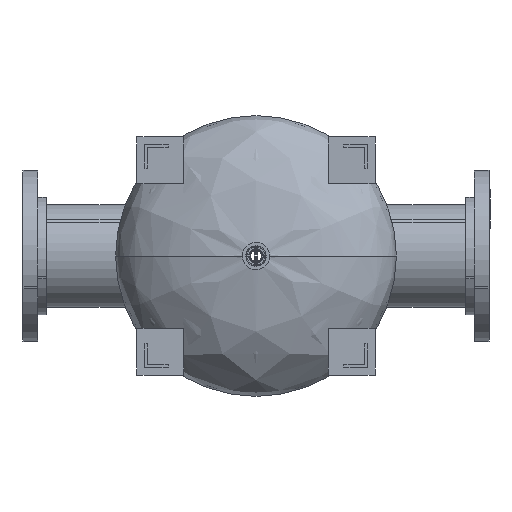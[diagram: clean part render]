
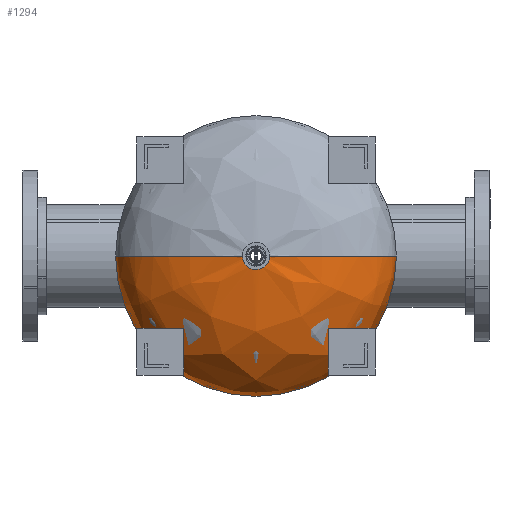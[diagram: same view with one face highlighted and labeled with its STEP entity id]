
A CAD part, front view. The second image highlights one B-rep face of the part: STEP entity #1294.
In plain terms, the highlighted free-form (B-spline) face has degree [3, 3] with [4, 4] control points.
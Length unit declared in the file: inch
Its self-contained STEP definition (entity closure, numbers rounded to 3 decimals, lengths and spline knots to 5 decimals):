
#405 = CARTESIAN_POINT ( 'NONE',  ( -9., 3.20343, 0. ) ) ;
#474 = AXIS2_PLACEMENT_3D ( 'NONE', #1694, #9688, #12521 ) ;
#667 = CARTESIAN_POINT ( 'NONE',  ( -5.66257, 5.04553, 0. ) ) ;
#748 = ORIENTED_EDGE ( 'NONE', *, *, #1230, .T. ) ;
#847 = CARTESIAN_POINT ( 'NONE',  ( 5.66257, 5.04553, 0. ) ) ;
#965 = VERTEX_POINT ( 'NONE', #3523 ) ;
#1230 = EDGE_CURVE ( 'NONE', #1703, #4514, #1303, .T. ) ;
#1294 = ADVANCED_FACE ( 'NONE', ( #5291 ), #5968, .T. ) ;
#1303 = CIRCLE ( 'NONE', #474, 0.75 ) ;
#1391 = CARTESIAN_POINT ( 'NONE',  ( 9., 3.20343, 0. ) ) ;
#1524 = VERTEX_POINT ( 'NONE', #1701 ) ;
#1636 = AXIS2_PLACEMENT_3D ( 'NONE', #10059, #9871, #7983 ) ;
#1694 = CARTESIAN_POINT ( 'NONE',  ( 0., 5.25411, 0. ) ) ;
#1701 = CARTESIAN_POINT ( 'NONE',  ( 0.75, 5.25411, 0. ) ) ;
#1703 = VERTEX_POINT ( 'NONE', #11754 ) ;
#2433 = CARTESIAN_POINT ( 'NONE',  ( 0.75, 5.25411, -1.5 ) ) ;
#2882 = CIRCLE ( 'NONE', #4963, 0.75 ) ;
#3101 = DIRECTION ( 'NONE',  ( 0., -1., 0. ) ) ;
#3121 = CARTESIAN_POINT ( 'NONE',  ( -9., 0.7005, 0. ) ) ;
#3285 = CARTESIAN_POINT ( 'NONE',  ( 9., 0.7005, -18. ) ) ;
#3417 = CARTESIAN_POINT ( 'NONE',  ( 9., 3.20343, -18. ) ) ;
#3523 = CARTESIAN_POINT ( 'NONE',  ( 9., 0.7005, 0. ) ) ;
#4258 = CARTESIAN_POINT ( 'NONE',  ( -9., 0.7005, 0. ) ) ;
#4514 = VERTEX_POINT ( 'NONE', #8537 ) ;
#4868 = EDGE_CURVE ( 'NONE', #5152, #1703, #7375, .T. ) ;
#4923 = CARTESIAN_POINT ( 'NONE',  ( 0., 5.25411, 0. ) ) ;
#4963 = AXIS2_PLACEMENT_3D ( 'NONE', #4923, #3101, #9917 ) ;
#5056 = ORIENTED_EDGE ( 'NONE', *, *, #4868, .T. ) ;
#5152 = VERTEX_POINT ( 'NONE', #3121 ) ;
#5291 = FACE_OUTER_BOUND ( 'NONE', #9428, .T. ) ;
#5466 = CARTESIAN_POINT ( 'NONE',  ( -0.75, 5.25411, 0. ) ) ;
#5789 = CARTESIAN_POINT ( 'NONE',  ( 9., 3.20343, 0. ) ) ;
#5968 =( BOUNDED_SURFACE ( )  B_SPLINE_SURFACE ( 3, 3, ( 
 ( #4258, #12281, #3285, #10289 ),
 ( #9129, #7241, #3417, #1391 ),
 ( #10223, #9252, #8269, #7370 ),
 ( #6138, #11323, #2433, #10097 ) ),
 .UNSPECIFIED., .F., .F., .F. ) 
 B_SPLINE_SURFACE_WITH_KNOTS ( ( 4, 4 ),
 ( 4, 4 ),
 ( 0., 1. ),
 ( 0., 1. ),
 .UNSPECIFIED. ) 
 GEOMETRIC_REPRESENTATION_ITEM ( )  RATIONAL_B_SPLINE_SURFACE ( (
 ( 1., 0.333, 0.333, 1.),
 ( 0.824, 0.275, 0.275, 0.824),
 ( 0.824, 0.275, 0.275, 0.824),
 ( 1., 0.333, 0.333, 1.) ) ) 
 REPRESENTATION_ITEM ( '' )  SURFACE ( )  );
#6138 = CARTESIAN_POINT ( 'NONE',  ( -0.75, 5.25411, 0. ) ) ;
#7016 = ORIENTED_EDGE ( 'NONE', *, *, #7975, .T. ) ;
#7092 = CARTESIAN_POINT ( 'NONE',  ( -9., 0.7005, 0. ) ) ;
#7241 = CARTESIAN_POINT ( 'NONE',  ( -9., 3.20343, -18. ) ) ;
#7370 = CARTESIAN_POINT ( 'NONE',  ( 5.66257, 5.04553, 0. ) ) ;
#7375 =( BOUNDED_CURVE ( )  B_SPLINE_CURVE ( 3, ( #7092, #405, #667, #5466 ),
 .UNSPECIFIED., .F., .T. ) 
 B_SPLINE_CURVE_WITH_KNOTS ( ( 4, 4 ),
 ( 3.14159, 4.62896 ),
 .UNSPECIFIED. ) 
 CURVE ( )  GEOMETRIC_REPRESENTATION_ITEM ( )  RATIONAL_B_SPLINE_CURVE ( ( 1., 0.824, 0.824, 1. ) ) 
 REPRESENTATION_ITEM ( '' )  );
#7393 = EDGE_CURVE ( 'NONE', #965, #1524, #12668, .T. ) ;
#7470 = EDGE_CURVE ( 'NONE', #5152, #965, #10757, .T. ) ;
#7975 = EDGE_CURVE ( 'NONE', #4514, #1524, #2882, .T. ) ;
#7983 = DIRECTION ( 'NONE',  ( 1., 0., 0. ) ) ;
#8067 = ORIENTED_EDGE ( 'NONE', *, *, #7470, .F. ) ;
#8269 = CARTESIAN_POINT ( 'NONE',  ( 5.66257, 5.04553, -11.32514 ) ) ;
#8537 = CARTESIAN_POINT ( 'NONE',  ( 0., 5.25411, -0.75 ) ) ;
#9129 = CARTESIAN_POINT ( 'NONE',  ( -9., 3.20343, 0. ) ) ;
#9252 = CARTESIAN_POINT ( 'NONE',  ( -5.66257, 5.04553, -11.32514 ) ) ;
#9428 = EDGE_LOOP ( 'NONE', ( #8067, #5056, #748, #7016, #12336 ) ) ;
#9688 = DIRECTION ( 'NONE',  ( 0., -1., 0. ) ) ;
#9746 = CARTESIAN_POINT ( 'NONE',  ( 0.75, 5.25411, 0. ) ) ;
#9871 = DIRECTION ( 'NONE',  ( 0., -1., 0. ) ) ;
#9917 = DIRECTION ( 'NONE',  ( 1., 0., 0. ) ) ;
#10059 = CARTESIAN_POINT ( 'NONE',  ( 0., 0.7005, 0. ) ) ;
#10097 = CARTESIAN_POINT ( 'NONE',  ( 0.75, 5.25411, 0. ) ) ;
#10223 = CARTESIAN_POINT ( 'NONE',  ( -5.66257, 5.04553, 0. ) ) ;
#10289 = CARTESIAN_POINT ( 'NONE',  ( 9., 0.7005, 0. ) ) ;
#10757 = CIRCLE ( 'NONE', #1636, 9. ) ;
#11323 = CARTESIAN_POINT ( 'NONE',  ( -0.75, 5.25411, -1.5 ) ) ;
#11487 = CARTESIAN_POINT ( 'NONE',  ( 9., 0.7005, 0. ) ) ;
#11754 = CARTESIAN_POINT ( 'NONE',  ( -0.75, 5.25411, 0. ) ) ;
#12281 = CARTESIAN_POINT ( 'NONE',  ( -9., 0.7005, -18. ) ) ;
#12336 = ORIENTED_EDGE ( 'NONE', *, *, #7393, .F. ) ;
#12521 = DIRECTION ( 'NONE',  ( 1., 0., 0. ) ) ;
#12668 =( BOUNDED_CURVE ( )  B_SPLINE_CURVE ( 3, ( #11487, #5789, #847, #9746 ),
 .UNSPECIFIED., .F., .T. ) 
 B_SPLINE_CURVE_WITH_KNOTS ( ( 4, 4 ),
 ( 3.14159, 4.62896 ),
 .UNSPECIFIED. ) 
 CURVE ( )  GEOMETRIC_REPRESENTATION_ITEM ( )  RATIONAL_B_SPLINE_CURVE ( ( 1., 0.824, 0.824, 1. ) ) 
 REPRESENTATION_ITEM ( '' )  );
